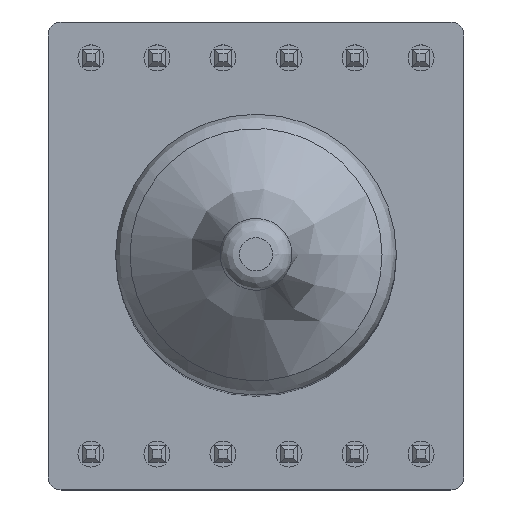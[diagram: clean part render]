
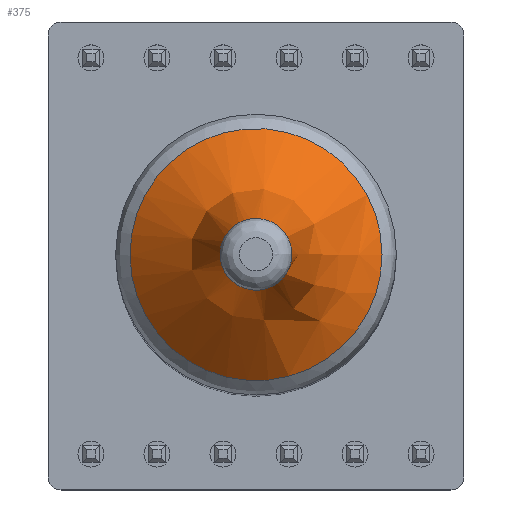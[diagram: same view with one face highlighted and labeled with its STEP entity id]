
A CAD part, top view. The second image highlights one B-rep face of the part: STEP entity #375.
In plain terms, the highlighted free-form (B-spline) face has degree [14, 2] with [15, 3] control points.
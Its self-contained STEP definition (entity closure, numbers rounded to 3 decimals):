
#144 = VERTEX_POINT('',#145);
#145 = CARTESIAN_POINT('',(4.847,0.,
    30.248));
#151 = EDGE_CURVE('',#144,#144,#152,.T.);
#152 = ( BOUNDED_CURVE() B_SPLINE_CURVE(13,(#153,#154,#155,#156,#157,
    #158,#159,#160,#161,#162,#163,#164,#165,#166),.UNSPECIFIED.,.T.,.F.)
 B_SPLINE_CURVE_WITH_KNOTS((1,13,13,1),(-33.929,
    0.,33.929,67.858),.UNSPECIFIED.) 
CURVE() GEOMETRIC_REPRESENTATION_ITEM() RATIONAL_B_SPLINE_CURVE((1.,1.,
    1.,1.,1.,1.,
    1.,1.,1.,1.,
1.,1.,1.,1.)) REPRESENTATION_ITEM('') );
#153 = CARTESIAN_POINT('',(4.847,0.,
    30.248));
#154 = CARTESIAN_POINT('',(4.847,2.309,30.248
    ));
#155 = CARTESIAN_POINT('',(3.654,4.671,30.248
    ));
#156 = CARTESIAN_POINT('',(1.198,6.36,30.248
    ));
#157 = CARTESIAN_POINT('',(-2.181,6.619,30.248)
  );
#158 = CARTESIAN_POINT('',(-5.1,4.819,
    30.248));
#159 = CARTESIAN_POINT('',(-7.241,2.191,
    30.248));
#160 = CARTESIAN_POINT('',(-7.241,-2.191,
    30.248));
#161 = CARTESIAN_POINT('',(-5.1,-4.819,
    30.248));
#162 = CARTESIAN_POINT('',(-2.181,-6.619,
    30.248));
#163 = CARTESIAN_POINT('',(1.198,-6.36,30.248
    ));
#164 = CARTESIAN_POINT('',(3.654,-4.671,
    30.248));
#165 = CARTESIAN_POINT('',(4.847,-2.309,30.248
    ));
#166 = CARTESIAN_POINT('',(4.847,0.,
    30.248));
#375 = ADVANCED_FACE('',(#376),#405,.T.);
#376 = FACE_BOUND('',#377,.T.);
#377 = EDGE_LOOP('',(#378,#386,#403,#404));
#378 = ORIENTED_EDGE('',*,*,#379,.T.);
#379 = EDGE_CURVE('',#144,#380,#382,.T.);
#380 = VERTEX_POINT('',#381);
#381 = CARTESIAN_POINT('',(1.381,0.,
    35.366));
#382 = B_SPLINE_CURVE_WITH_KNOTS('',2,(#383,#384,#385),.UNSPECIFIED.,.F.
  ,.F.,(3,3),(0.,1.),.PIECEWISE_BEZIER_KNOTS.);
#383 = CARTESIAN_POINT('',(5.4,0.,30.));
#384 = CARTESIAN_POINT('',(1.749,0.,
    31.457));
#385 = CARTESIAN_POINT('',(1.3,0.,36.));
#386 = ORIENTED_EDGE('',*,*,#387,.F.);
#387 = EDGE_CURVE('',#380,#380,#388,.T.);
#388 = ( BOUNDED_CURVE() B_SPLINE_CURVE(13,(#389,#390,#391,#392,#393,
    #394,#395,#396,#397,#398,#399,#400,#401,#402),.UNSPECIFIED.,.T.,.F.)
 B_SPLINE_CURVE_WITH_KNOTS((1,13,13,1),(-8.168,
    0.,8.168,16.336),.UNSPECIFIED.) 
CURVE() GEOMETRIC_REPRESENTATION_ITEM() RATIONAL_B_SPLINE_CURVE((1.,1.,
    1.,1.,1.,1.,
    1.,1.,1.,1.,
1.,1.,1.,1.)) REPRESENTATION_ITEM('') );
#389 = CARTESIAN_POINT('',(1.381,0.,
    35.366));
#390 = CARTESIAN_POINT('',(1.381,0.658,35.366
    ));
#391 = CARTESIAN_POINT('',(1.041,1.33,35.366
    ));
#392 = CARTESIAN_POINT('',(0.341,1.811,35.366
    ));
#393 = CARTESIAN_POINT('',(-0.621,1.885,
    35.366));
#394 = CARTESIAN_POINT('',(-1.453,1.373,
    35.366));
#395 = CARTESIAN_POINT('',(-2.062,0.624,
    35.366));
#396 = CARTESIAN_POINT('',(-2.062,-0.624,
    35.366));
#397 = CARTESIAN_POINT('',(-1.453,-1.373,
    35.366));
#398 = CARTESIAN_POINT('',(-0.621,-1.885,
    35.366));
#399 = CARTESIAN_POINT('',(0.341,-1.811,
    35.366));
#400 = CARTESIAN_POINT('',(1.041,-1.33,
    35.366));
#401 = CARTESIAN_POINT('',(1.381,-0.658,
    35.366));
#402 = CARTESIAN_POINT('',(1.381,0.,
    35.366));
#403 = ORIENTED_EDGE('',*,*,#379,.F.);
#404 = ORIENTED_EDGE('',*,*,#151,.T.);
#405 = B_SPLINE_SURFACE_WITH_KNOTS('',14,2,(
    (#406,#407,#408)
    ,(#409,#410,#411)
    ,(#412,#413,#414)
    ,(#415,#416,#417)
    ,(#418,#419,#420)
    ,(#421,#422,#423)
    ,(#424,#425,#426)
    ,(#427,#428,#429)
    ,(#430,#431,#432)
    ,(#433,#434,#435)
    ,(#436,#437,#438)
    ,(#439,#440,#441)
    ,(#442,#443,#444)
    ,(#445,#446,#447)
    ,(#448,#449,#450
    )),.UNSPECIFIED.,.T.,.F.,.F.,(1,14,14,1),(3,3),(-1.,0.,1.,2.),(0.,1.
    ),.UNSPECIFIED.);
#406 = CARTESIAN_POINT('',(5.4,0.,30.));
#407 = CARTESIAN_POINT('',(1.749,0.,
    31.457));
#408 = CARTESIAN_POINT('',(1.3,0.,36.));
#409 = CARTESIAN_POINT('',(5.4,2.424,30.));
#410 = CARTESIAN_POINT('',(1.749,0.785,31.457
    ));
#411 = CARTESIAN_POINT('',(1.3,0.583,36.));
#412 = CARTESIAN_POINT('',(4.229,4.847,30.));
#413 = CARTESIAN_POINT('',(1.369,1.57,31.457
    ));
#414 = CARTESIAN_POINT('',(1.018,1.167,36.));
#415 = CARTESIAN_POINT('',(1.886,6.657,30.));
#416 = CARTESIAN_POINT('',(0.611,2.156,31.457
    ));
#417 = CARTESIAN_POINT('',(0.454,1.603,36.));
#418 = CARTESIAN_POINT('',(-1.278,7.241,30.));
#419 = CARTESIAN_POINT('',(-0.414,2.345,
    31.457));
#420 = CARTESIAN_POINT('',(-0.308,1.743,36.));
#421 = CARTESIAN_POINT('',(-4.562,6.204,30.));
#422 = CARTESIAN_POINT('',(-1.477,2.009,
    31.457));
#423 = CARTESIAN_POINT('',(-1.098,1.494,36.));
#424 = CARTESIAN_POINT('',(-7.069,3.596,30.));
#425 = CARTESIAN_POINT('',(-2.29,1.164,31.457
    ));
#426 = CARTESIAN_POINT('',(-1.702,0.866,36.));
#427 = CARTESIAN_POINT('',(-8.013,0.,30.));
#428 = CARTESIAN_POINT('',(-2.594,0.,
    31.457));
#429 = CARTESIAN_POINT('',(-1.929,0.,36.));
#430 = CARTESIAN_POINT('',(-7.069,-3.596,30.));
#431 = CARTESIAN_POINT('',(-2.29,-1.164,
    31.457));
#432 = CARTESIAN_POINT('',(-1.702,-0.866,36.));
#433 = CARTESIAN_POINT('',(-4.562,-6.204,30.));
#434 = CARTESIAN_POINT('',(-1.477,-2.009,
    31.457));
#435 = CARTESIAN_POINT('',(-1.098,-1.494,36.));
#436 = CARTESIAN_POINT('',(-1.278,-7.241,30.));
#437 = CARTESIAN_POINT('',(-0.414,-2.345,
    31.457));
#438 = CARTESIAN_POINT('',(-0.308,-1.743,36.));
#439 = CARTESIAN_POINT('',(1.886,-6.657,30.));
#440 = CARTESIAN_POINT('',(0.611,-2.156,
    31.457));
#441 = CARTESIAN_POINT('',(0.454,-1.603,36.));
#442 = CARTESIAN_POINT('',(4.229,-4.847,30.));
#443 = CARTESIAN_POINT('',(1.369,-1.57,
    31.457));
#444 = CARTESIAN_POINT('',(1.018,-1.167,36.));
#445 = CARTESIAN_POINT('',(5.4,-2.424,30.));
#446 = CARTESIAN_POINT('',(1.749,-0.785,31.457
    ));
#447 = CARTESIAN_POINT('',(1.3,-0.583,36.));
#448 = CARTESIAN_POINT('',(5.4,0.,30.));
#449 = CARTESIAN_POINT('',(1.749,0.,
    31.457));
#450 = CARTESIAN_POINT('',(1.3,0.,36.));
